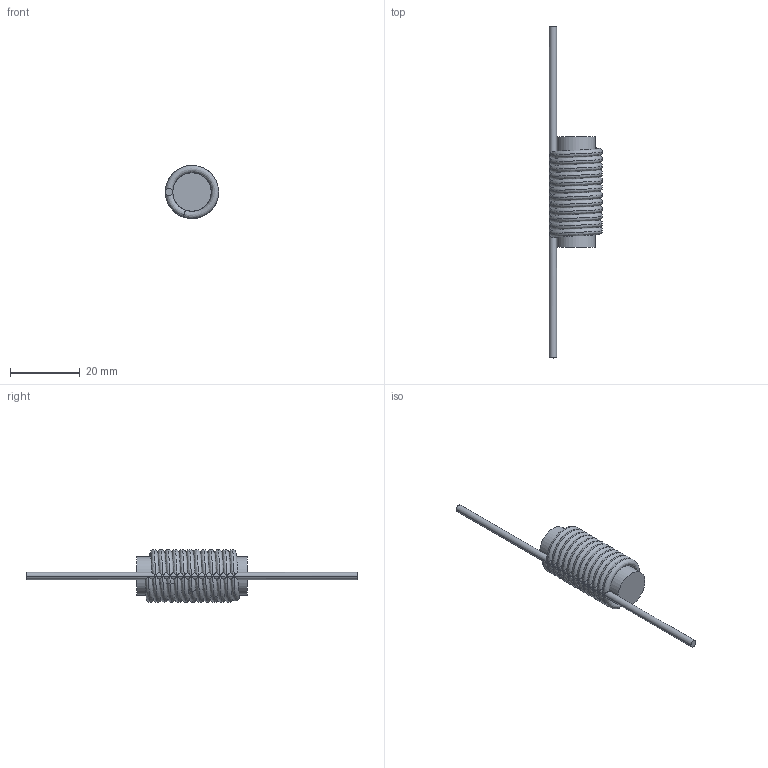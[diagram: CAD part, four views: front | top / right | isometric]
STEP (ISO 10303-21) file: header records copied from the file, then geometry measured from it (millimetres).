
FILE_DESCRIPTION((''),'2;1');
FILE_NAME('5218-RC','2012-08-09T',('ryans'),('Bourns, Inc.'),'PRO/ENGINEER BY PARAMETRIC TECHNOLOGY CORPORATION, 2010100','PRO/ENGINEER BY PARAMETRIC TECHNOLOGY CORPORATION, 2010100','');
FILE_SCHEMA(('CONFIG_CONTROL_DESIGN'));
Length unit declared in the file: millimetre
Products named in the file (1): 5218-RC
Bounding box: 15.24 x 95.25 x 15.24 mm (x, y, z)
Volume: 4926.9 mm3; surface area: 4955.6 mm2
Topology: 2 solids, 2 shells, 89 faces, 174 edges, 65 vertices
Faces by surface type: cylinder 52, bspline 32, plane 5
Entity records: 18179 total; most frequent: CARTESIAN_POINT 16759, ORIENTED_EDGE 348, EDGE_CURVE 174, DIRECTION 160, B_SPLINE_CURVE_WITH_KNOTS 136, EDGE_LOOP 89, FACE_OUTER_BOUND 89, ADVANCED_FACE 89
